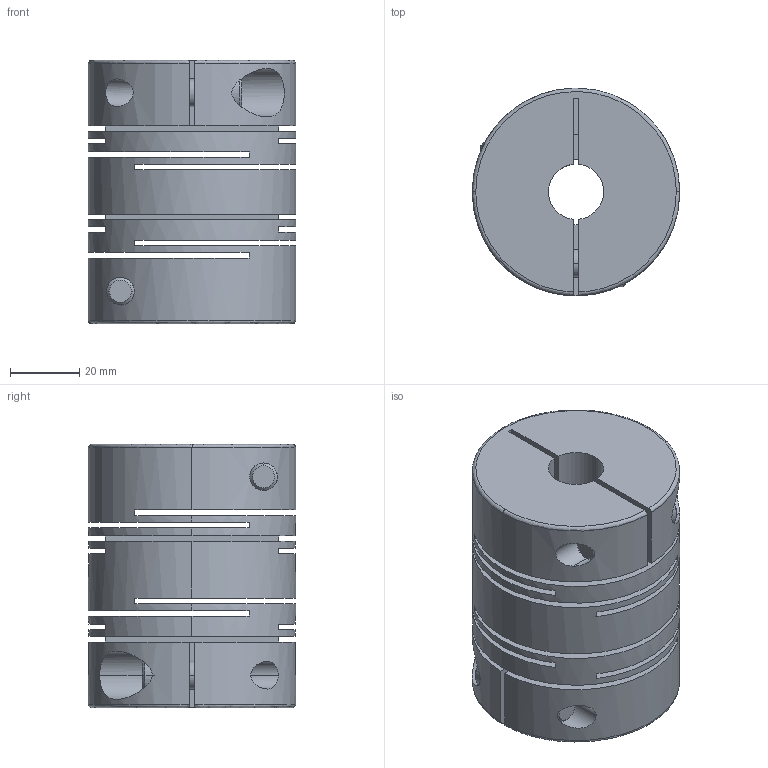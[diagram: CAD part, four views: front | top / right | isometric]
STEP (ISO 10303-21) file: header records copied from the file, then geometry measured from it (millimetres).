
FILE_DESCRIPTION (( 'STEP AP203' ), '1' );
FILE_NAME ('SRBA-60C-16-19.step', '2021-04-15T13:03:06', ( '' ), ( '' ), 'SwSTEP 2.0', 'SolidWorks 2021', '' );
FILE_SCHEMA (( 'CONFIG_CONTROL_DESIGN' ));
Length unit declared in the file: inch
Products named in the file (1): SRBA-60C-16-19
Bounding box: 60 x 60 x 76.2 mm (x, y, z)
Volume: 163652.1 mm3; surface area: 59635.5 mm2
Topology: 1 solids, 1 shells, 115 faces, 300 edges, 195 vertices
Faces by surface type: plane 60, cylinder 42, cone 8, bspline 5
Entity records: 4055 total; most frequent: CARTESIAN_POINT 1057, DIRECTION 624, ORIENTED_EDGE 600, EDGE_CURVE 300, AXIS2_PLACEMENT_3D 230, VERTEX_POINT 195, LINE 164, VECTOR 164
